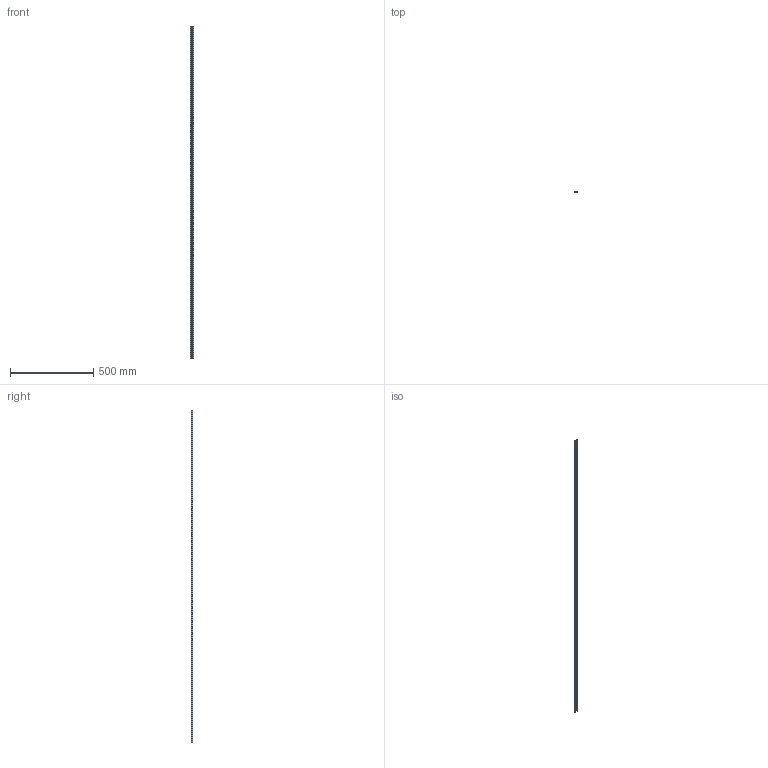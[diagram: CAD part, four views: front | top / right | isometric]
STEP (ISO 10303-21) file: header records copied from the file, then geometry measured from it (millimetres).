
FILE_DESCRIPTION (( 'STEP AP214' ), '1' );
FILE_NAME ('1106120.stp', '2018-02-06T13:08:34', ( '' ), ( '' ), 'SwSTEP 2.0', 'SolidWorks 2016', '' );
FILE_SCHEMA (( 'AUTOMOTIVE_DESIGN' ));
Length unit declared in the file: millimetre
Products named in the file (1): 1106120
Bounding box: 20 x 8 x 2000 mm (x, y, z)
Volume: 55114.4 mm3; surface area: 153562.3 mm2
Topology: 1 solids, 1 shells, 1198 faces, 3556 edges, 2360 vertices
Faces by surface type: cylinder 688, plane 510
Entity records: 41414 total; most frequent: DIRECTION 7330, CARTESIAN_POINT 7115, ORIENTED_EDGE 7112, EDGE_CURVE 3556, AXIS2_PLACEMENT_3D 2575, VERTEX_POINT 2360, VECTOR 2180, LINE 2180
